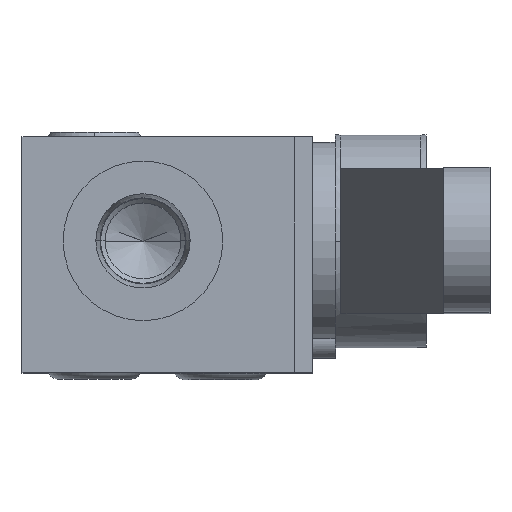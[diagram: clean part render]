
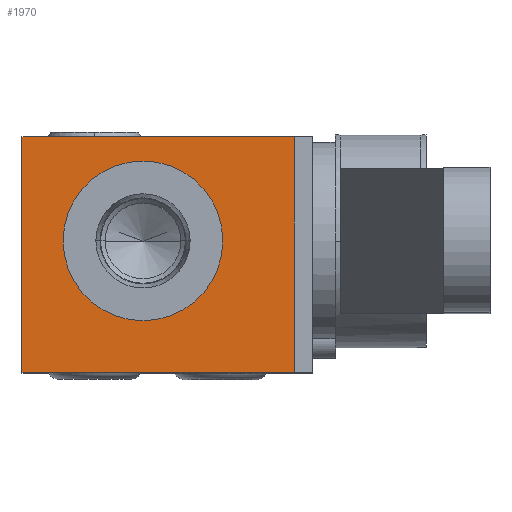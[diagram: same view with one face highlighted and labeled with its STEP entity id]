
A CAD part, top view. The second image highlights one B-rep face of the part: STEP entity #1970.
In plain terms, the highlighted planar face has unit normal (0, 0, 1).
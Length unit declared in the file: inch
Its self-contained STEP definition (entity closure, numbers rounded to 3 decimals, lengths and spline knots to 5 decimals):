
#296=DIRECTION('',(0.,1.,0.));
#297=VECTOR('',#296,1.218);
#298=CARTESIAN_POINT('',(1.406,0.,2.75));
#299=LINE('',#298,#297);
#300=DIRECTION('',(1.,0.,0.));
#301=VECTOR('',#300,1.406);
#302=CARTESIAN_POINT('',(0.,0.,2.75));
#303=LINE('',#302,#301);
#304=DIRECTION('',(0.,-1.,0.));
#305=VECTOR('',#304,1.218);
#306=CARTESIAN_POINT('',(0.,1.218,2.75));
#307=LINE('',#306,#305);
#308=DIRECTION('',(-1.,0.,0.));
#309=VECTOR('',#308,1.406);
#310=CARTESIAN_POINT('',(1.406,1.218,2.75));
#311=LINE('',#310,#309);
#312=CARTESIAN_POINT('',(0.625,0.68,2.75));
#313=DIRECTION('',(0.,0.,1.));
#314=DIRECTION('',(-1.,0.,0.));
#315=AXIS2_PLACEMENT_3D('',#312,#313,#314);
#317=CARTESIAN_POINT('',(0.625,0.68,2.75));
#318=DIRECTION('',(0.,0.,1.));
#319=DIRECTION('',(1.,0.,0.));
#320=AXIS2_PLACEMENT_3D('',#317,#318,#319);
#1407=CARTESIAN_POINT('',(0.,1.218,2.75));
#1408=CARTESIAN_POINT('',(0.,0.,2.75));
#1409=VERTEX_POINT('',#1407);
#1410=VERTEX_POINT('',#1408);
#1415=CARTESIAN_POINT('',(1.406,0.,2.75));
#1416=CARTESIAN_POINT('',(1.406,1.218,2.75));
#1417=VERTEX_POINT('',#1415);
#1418=VERTEX_POINT('',#1416);
#1529=CARTESIAN_POINT('',(0.2125,0.68,2.75));
#1530=CARTESIAN_POINT('',(1.0375,0.68,2.75));
#1531=VERTEX_POINT('',#1529);
#1532=VERTEX_POINT('',#1530);
#1953=CARTESIAN_POINT('',(0.,0.,2.75));
#1954=DIRECTION('',(0.,0.,1.));
#1955=DIRECTION('',(1.,0.,0.));
#1956=AXIS2_PLACEMENT_3D('',#1953,#1954,#1955);
#1957=PLANE('',#1956);
#1958=ORIENTED_EDGE('',*,*,#1945,.F.);
#1959=ORIENTED_EDGE('',*,*,#1899,.F.);
#1960=ORIENTED_EDGE('',*,*,#1793,.F.);
#1961=ORIENTED_EDGE('',*,*,#1834,.F.);
#1962=EDGE_LOOP('',(#1958,#1959,#1960,#1961));
#1963=FACE_OUTER_BOUND('',#1962,.F.);
#1965=ORIENTED_EDGE('',*,*,#1964,.T.);
#1967=ORIENTED_EDGE('',*,*,#1966,.T.);
#1968=EDGE_LOOP('',(#1965,#1967));
#1969=FACE_BOUND('',#1968,.F.);
#1970=ADVANCED_FACE('',(#1963,#1969),#1957,.T.);
#316=CIRCLE('',#315,0.4125);
#321=CIRCLE('',#320,0.4125);
#1793=EDGE_CURVE('',#1409,#1410,#307,.T.);
#1834=EDGE_CURVE('',#1418,#1409,#311,.T.);
#1899=EDGE_CURVE('',#1410,#1417,#303,.T.);
#1945=EDGE_CURVE('',#1417,#1418,#299,.T.);
#1964=EDGE_CURVE('',#1531,#1532,#316,.T.);
#1966=EDGE_CURVE('',#1532,#1531,#321,.T.);
